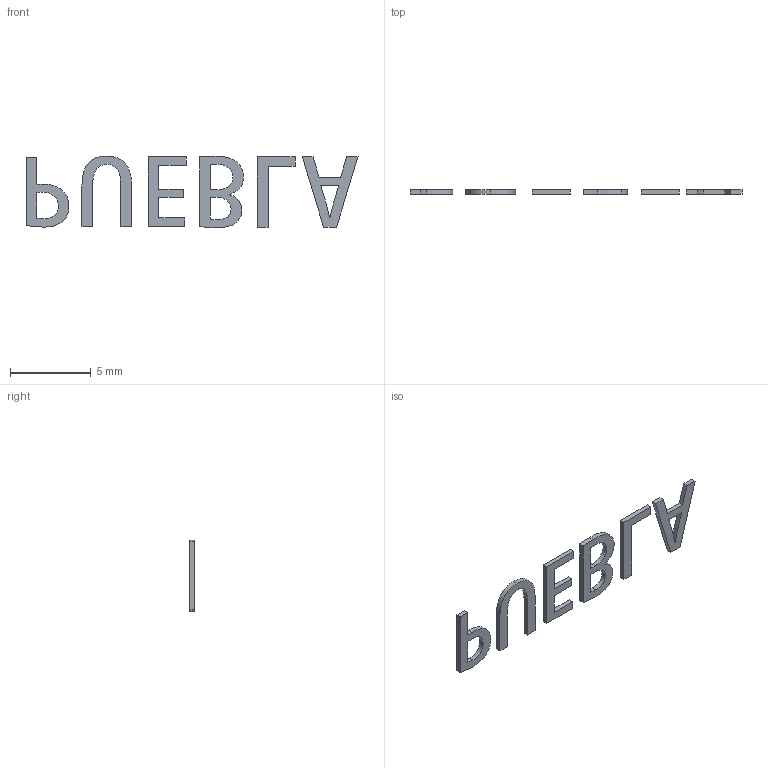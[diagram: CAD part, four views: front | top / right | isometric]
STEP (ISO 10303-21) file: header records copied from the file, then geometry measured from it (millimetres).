
FILE_DESCRIPTION (( 'STEP AP214' ), '1' );
FILE_NAME ('PUEBLAinyeccion0.3mm.STEP', '2021-04-25T16:56:57', ( '' ), ( '' ), 'SwSTEP 2.0', 'SolidWorks 2018', '' );
FILE_SCHEMA (( 'AUTOMOTIVE_DESIGN' ));
Length unit declared in the file: millimetre
Products named in the file (1): PUEBLAinyeccion0.3mm
Bounding box: 20.59 x 0.3 x 4.46 mm (x, y, z)
Volume: 10.3 mm3; surface area: 103.2 mm2
Topology: 6 solids, 6 shells, 86 faces, 222 edges, 148 vertices
Faces by surface type: plane 58, bspline 28
Entity records: 3973 total; most frequent: CARTESIAN_POINT 1965, ORIENTED_EDGE 444, DIRECTION 284, EDGE_CURVE 222, LINE 166, VECTOR 166, VERTEX_POINT 148, EDGE_LOOP 94
